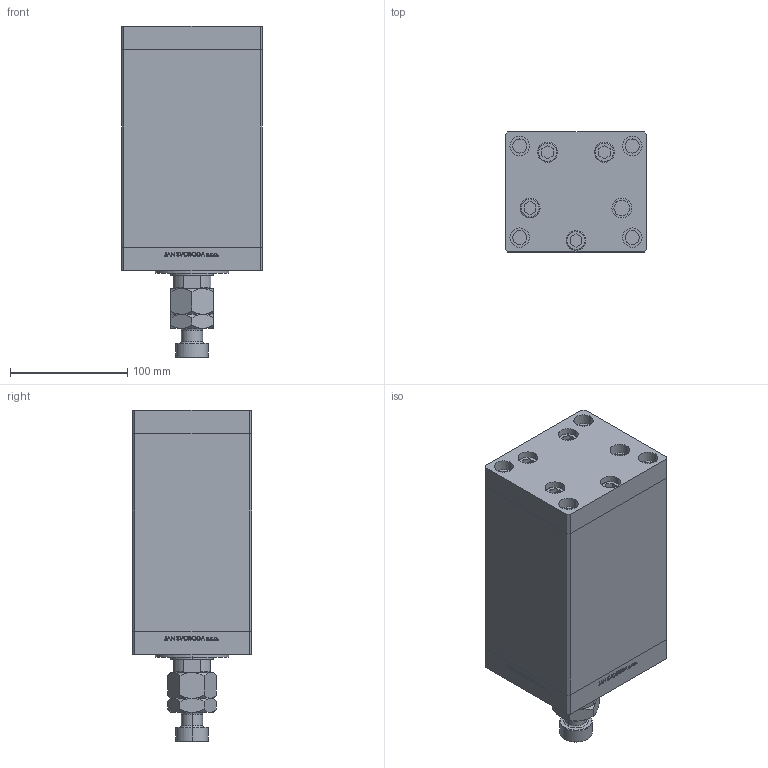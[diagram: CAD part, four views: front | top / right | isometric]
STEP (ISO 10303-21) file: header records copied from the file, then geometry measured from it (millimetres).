
FILE_DESCRIPTION (( 'STEP AP203' ), '1' );
FILE_NAME ('ae02.STEP', '2022-04-15T00:10:45', ( '' ), ( '' ), 'SwSTEP 2.0', 'SolidWorks 2019', '' );
FILE_SCHEMA (( 'CONFIG_CONTROL_DESIGN' ));
Length unit declared in the file: millimetre
Products named in the file (7): ALLEN BOLT 8a152c989fe75e806b00cc827f03539b; V220C_VC_C 8a152c989fe75e806b00cc827f03539b; MFA 8a152c989fe75e806b00cc827f03539b; V220C_C MIDDLE 8a152c989fe75e806b00cc827f03539b; V220C FRONT 8a152c989fe75e806b00cc827f03539b; V220C BACK_C 8a152c989fe75e806b00cc827f03539b; ae02
Assembly tree (14 placements, depth 2):
  ae02
    ALLEN BOLT 8a152c989fe75e806b00cc827f03539b  x9
    V220C_C MIDDLE 8a152c989fe75e806b00cc827f03539b
    V220C FRONT 8a152c989fe75e806b00cc827f03539b
    V220C_VC_C 8a152c989fe75e806b00cc827f03539b
    V220C BACK_C 8a152c989fe75e806b00cc827f03539b
    MFA 8a152c989fe75e806b00cc827f03539b
Bounding box: 120 x 102 x 282.5 mm (x, y, z)
Volume: 2190012.4 mm3; surface area: 307241.3 mm2
Topology: 14 solids, 14 shells, 1217 faces, 3005 edges, 1961 vertices
Faces by surface type: plane 558, bspline 380, cylinder 165, cone 70, torus 44
Entity records: 50896 total; most frequent: CARTESIAN_POINT 27166, ORIENTED_EDGE 5270, DIRECTION 3491, EDGE_CURVE 2635, VERTEX_POINT 1737, VECTOR 1491, LINE 1491, EDGE_LOOP 1216
